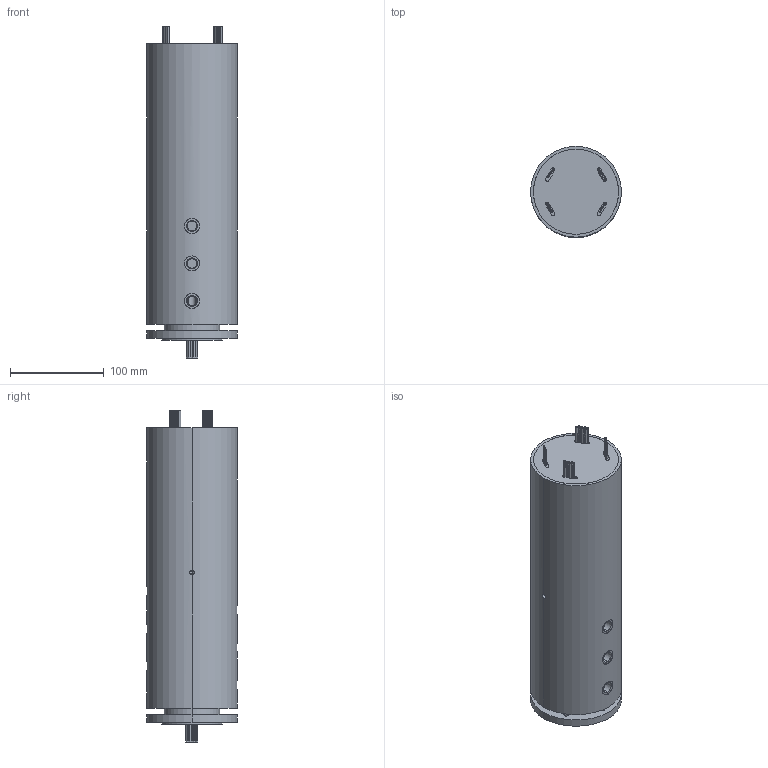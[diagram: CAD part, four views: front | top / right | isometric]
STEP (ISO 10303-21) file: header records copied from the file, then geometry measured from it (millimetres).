
FILE_DESCRIPTION (( 'STEP AP203' ), '1' );
FILE_NAME ('RAPH600-03-P0810-S24.STEP', '2020-07-10T03:41:25', ( 'gongcheng1' ), ( '' ), 'SwSTEP 2.0', 'SolidWorks 2014', '' );
FILE_SCHEMA (( 'CONFIG_CONTROL_DESIGN' ));
Length unit declared in the file: millimetre
Products named in the file (1): RAPH600-03-P0810-S24
Bounding box: 97 x 97 x 354.6 mm (x, y, z)
Volume: 2264863 mm3; surface area: 145416.3 mm2
Topology: 1 solids, 1 shells, 359 faces, 752 edges, 479 vertices
Faces by surface type: cylinder 229, plane 102, cone 28
Entity records: 10491 total; most frequent: CARTESIAN_POINT 2331, DIRECTION 1886, ORIENTED_EDGE 1492, AXIS2_PLACEMENT_3D 800, EDGE_CURVE 746, VERTEX_POINT 479, EDGE_LOOP 463, CIRCLE 440
